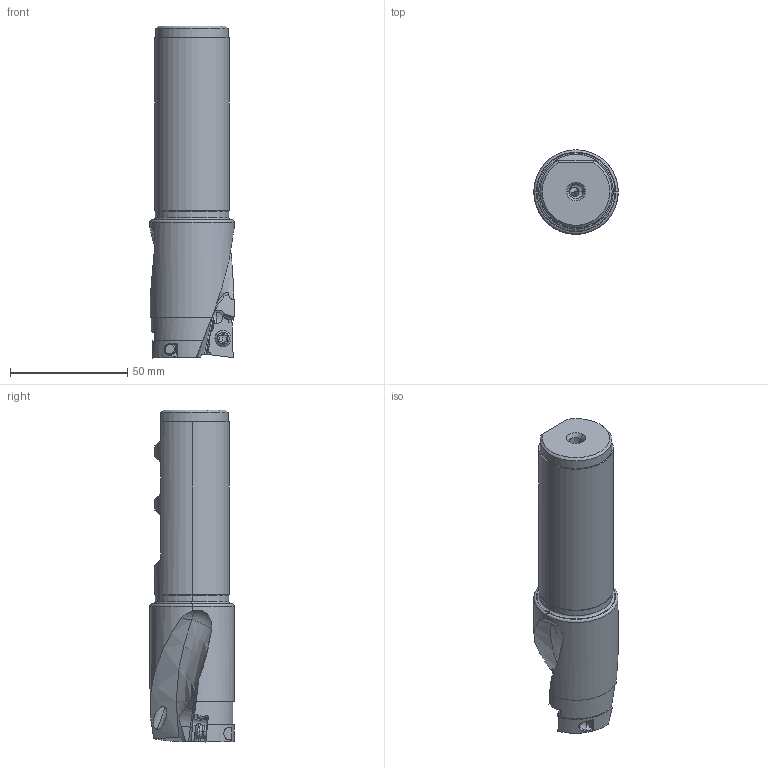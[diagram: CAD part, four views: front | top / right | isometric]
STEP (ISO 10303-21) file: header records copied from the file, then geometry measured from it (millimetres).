
FILE_DESCRIPTION(/* description */ (''),/* implementation_level */ '2;1');
FILE_NAME(/* name */ 'AQXUR242WA20S.stp',/* time_stamp */ '2021-09-08T11:42:22+09:00',/* author */ (''),/* organization */ (''),/* preprocessor_version */ 'ST-DEVELOPER v16',/* originating_system */ 'SIEMENS PLM Software NX 10.0',/* authorisation */ '');
FILE_SCHEMA (('AUTOMOTIVE_DESIGN { 1 0 10303 214 3 1 1 1 }'));
Length unit declared in the file: millimetre
Products named in the file (1): AQXUR242WA20S_ASM
Bounding box: 35.9 x 35.9 x 141.4 mm (x, y, z)
Volume: 103358.4 mm3; surface area: 19865.7 mm2
Topology: 3 solids, 3 shells, 210 faces, 602 edges, 410 vertices
Faces by surface type: cylinder 77, plane 76, cone 35, torus 12, sphere 6, bspline 4
Entity records: 9919 total; most frequent: CARTESIAN_POINT 4360, ORIENTED_EDGE 1188, DIRECTION 1095, EDGE_CURVE 594, AXIS2_PLACEMENT_3D 447, VERTEX_POINT 395, EDGE_LOOP 223, ADVANCED_FACE 210
